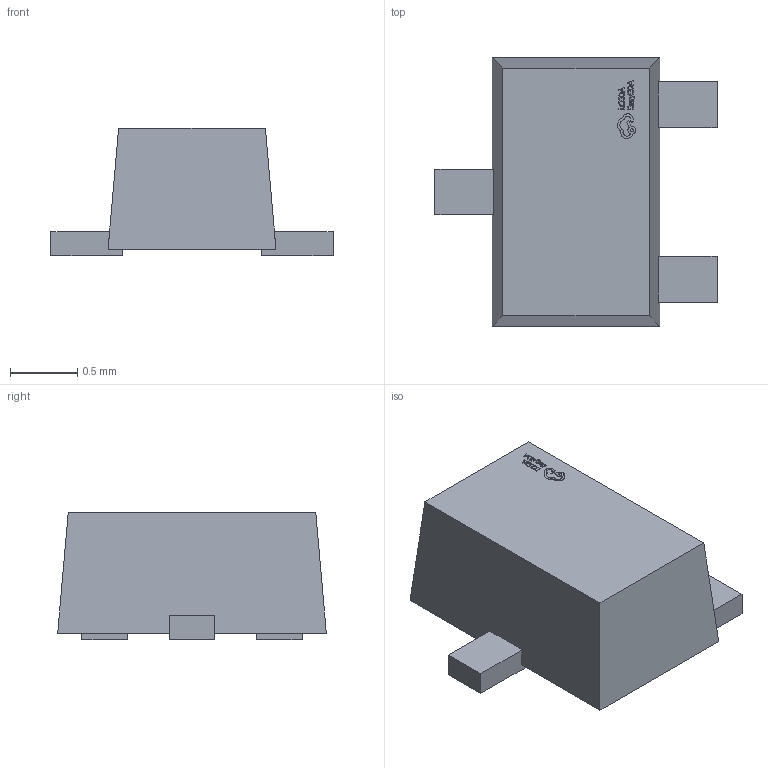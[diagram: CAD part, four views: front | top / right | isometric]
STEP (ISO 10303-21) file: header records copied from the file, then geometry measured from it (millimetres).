
FILE_DESCRIPTION (( 'STEP AP214' ), '1' );
FILE_NAME ('SOT-323-3_L2.0-W1.3-P1.30-LS2.1-BR-2.step', '2022-07-26T11:09:59', ( '' ), ( '' ), 'SwSTEP 2.0', 'SolidWorks 2020', '' );
FILE_SCHEMA (( 'AUTOMOTIVE_DESIGN' ));
Length unit declared in the file: millimetre
Products named in the file (1): SOT-323-3_L2.0-W1.3-P1.30-LS2.1-BR-2
Bounding box: 2.1 x 2 x 0.95 mm (x, y, z)
Volume: 2.1 mm3; surface area: 11.7 mm2
Topology: 14 solids, 14 shells, 315 faces, 840 edges, 560 vertices
Faces by surface type: plane 201, bspline 114
Entity records: 14152 total; most frequent: CARTESIAN_POINT 4078, ORIENTED_EDGE 1680, DIRECTION 1012, EDGE_CURVE 840, VECTOR 608, LINE 608, VERTEX_POINT 560, EDGE_LOOP 334
